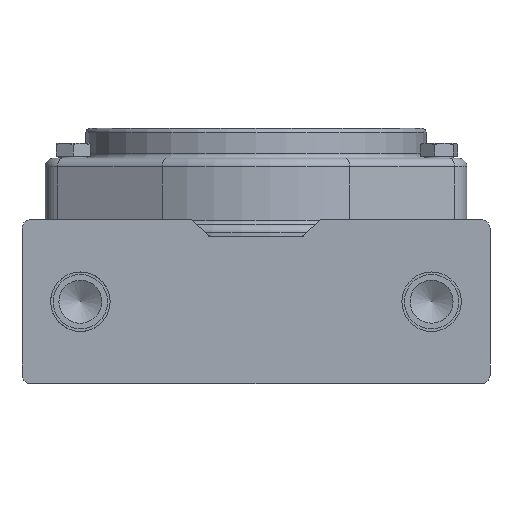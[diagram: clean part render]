
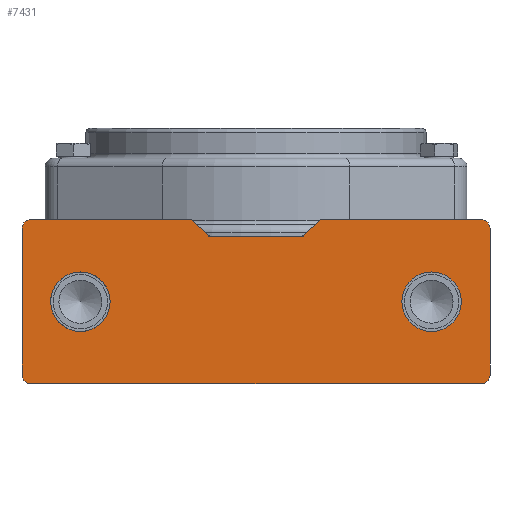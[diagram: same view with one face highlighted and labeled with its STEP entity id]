
A CAD part, front view. The second image highlights one B-rep face of the part: STEP entity #7431.
In plain terms, the highlighted planar face has unit normal (0, -1, 0).
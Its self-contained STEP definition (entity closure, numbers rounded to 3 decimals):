
#848=LINE($,#12948,#1187);
#952=LINE($,#14060,#1291);
#964=LINE($,#14138,#1303);
#966=LINE($,#14144,#1305);
#971=LINE($,#14164,#1310);
#974=LINE($,#14191,#1313);
#976=LINE($,#14197,#1315);
#977=LINE($,#14207,#1316);
#1187=VECTOR($,#9587,106.073);
#1291=VECTOR($,#10305,6.058);
#1303=VECTOR($,#10341,37.873);
#1305=VECTOR($,#10347,21.226);
#1310=VECTOR($,#10366,34.5);
#1313=VECTOR($,#10409,34.5);
#1315=VECTOR($,#10419,6.058);
#1316=VECTOR($,#10436,37.873);
#1477=PLANE($,#8328);
#1672=FACE_BOUND($,#2819,.T.);
#1673=FACE_BOUND($,#2820,.T.);
#1674=FACE_BOUND($,#2821,.T.);
#2819=EDGE_LOOP($,(#6885));
#2820=EDGE_LOOP($,(#6886));
#2821=EDGE_LOOP($,(#6887,#6888,#6889,#6890,#6891,#6892,#6893,#6894,#6895,
#6896,#6897,#6898));
#3272=CIRCLE($,#8293,7.);
#3274=CIRCLE($,#8296,7.);
#3277=CIRCLE($,#8302,2.);
#3285=CIRCLE($,#8316,2.);
#3289=CIRCLE($,#8327,2.);
#3290=CIRCLE($,#8329,2.);
#3731=VERTEX_POINT($,#12944);
#3733=VERTEX_POINT($,#12947);
#3941=VERTEX_POINT($,#14057);
#3942=VERTEX_POINT($,#14059);
#3955=VERTEX_POINT($,#14135);
#3956=VERTEX_POINT($,#14137);
#3958=VERTEX_POINT($,#14143);
#3960=VERTEX_POINT($,#14149);
#3962=VERTEX_POINT($,#14154);
#3964=VERTEX_POINT($,#14158);
#3966=VERTEX_POINT($,#14162);
#3967=VERTEX_POINT($,#14169);
#3969=VERTEX_POINT($,#14188);
#3971=VERTEX_POINT($,#14205);
#4575=EDGE_CURVE($,#3733,#3731,#848,.T.);
#4895=EDGE_CURVE($,#3941,#3942,#952,.T.);
#4915=EDGE_CURVE($,#3955,#3956,#964,.T.);
#4918=EDGE_CURVE($,#3958,#3942,#966,.T.);
#4921=EDGE_CURVE($,#3960,#3960,#3272,.T.);
#4923=EDGE_CURVE($,#3962,#3962,#3274,.T.);
#4927=EDGE_CURVE($,#3964,#3966,#971,.T.);
#4930=EDGE_CURVE($,#3967,#3731,#3277,.T.);
#4939=EDGE_CURVE($,#3733,#3966,#3285,.T.);
#4941=EDGE_CURVE($,#3967,#3969,#974,.T.);
#4945=EDGE_CURVE($,#3958,#3955,#976,.T.);
#4948=EDGE_CURVE($,#3956,#3969,#3289,.T.);
#4949=EDGE_CURVE($,#3964,#3971,#3290,.T.);
#4950=EDGE_CURVE($,#3971,#3941,#977,.T.);
#6885=ORIENTED_EDGE($,*,*,#4923,.T.);
#6886=ORIENTED_EDGE($,*,*,#4921,.T.);
#6887=ORIENTED_EDGE($,*,*,#4949,.F.);
#6888=ORIENTED_EDGE($,*,*,#4927,.T.);
#6889=ORIENTED_EDGE($,*,*,#4939,.F.);
#6890=ORIENTED_EDGE($,*,*,#4575,.T.);
#6891=ORIENTED_EDGE($,*,*,#4930,.F.);
#6892=ORIENTED_EDGE($,*,*,#4941,.T.);
#6893=ORIENTED_EDGE($,*,*,#4948,.F.);
#6894=ORIENTED_EDGE($,*,*,#4915,.F.);
#6895=ORIENTED_EDGE($,*,*,#4945,.F.);
#6896=ORIENTED_EDGE($,*,*,#4918,.T.);
#6897=ORIENTED_EDGE($,*,*,#4895,.F.);
#6898=ORIENTED_EDGE($,*,*,#4950,.F.);
#7431=ADVANCED_FACE($,(#1672,#1673,#1674),#1477,.T.);
#8293=AXIS2_PLACEMENT_3D($,#14150,#10353,#10354);
#8296=AXIS2_PLACEMENT_3D($,#14155,#10359,#10360);
#8302=AXIS2_PLACEMENT_3D($,#14170,#10375,#10376);
#8316=AXIS2_PLACEMENT_3D($,#14186,#10404,#10405);
#8327=AXIS2_PLACEMENT_3D($,#14203,#10430,#10431);
#8328=AXIS2_PLACEMENT_3D($,#14204,#10432,#10433);
#8329=AXIS2_PLACEMENT_3D($,#14206,#10434,#10435);
#9587=DIRECTION($,(1.,0.,0.));
#10305=DIRECTION($,(0.751,0.,-0.66));
#10341=DIRECTION($,(1.,0.,0.));
#10347=DIRECTION($,(-1.,0.,0.));
#10353=DIRECTION('center_axis',(0.,1.,0.));
#10354=DIRECTION('ref_axis',(1.,0.,0.));
#10359=DIRECTION('center_axis',(0.,1.,0.));
#10360=DIRECTION('ref_axis',(1.,0.,0.));
#10366=DIRECTION($,(0.,0.,-1.));
#10375=DIRECTION('center_axis',(0.,1.,0.));
#10376=DIRECTION('ref_axis',(0.707,0.,-0.707));
#10404=DIRECTION('center_axis',(0.,1.,0.));
#10405=DIRECTION('ref_axis',(-0.707,0.,-0.707));
#10409=DIRECTION($,(0.,0.,1.));
#10419=DIRECTION($,(0.751,0.,0.66));
#10430=DIRECTION('center_axis',(0.,1.,0.));
#10431=DIRECTION('ref_axis',(0.707,0.,0.707));
#10432=DIRECTION('center_axis',(0.,-1.,0.));
#10433=DIRECTION('ref_axis',(0.,0.,-1.));
#10434=DIRECTION('center_axis',(0.,1.,0.));
#10435=DIRECTION('ref_axis',(-0.707,0.,0.707));
#10436=DIRECTION($,(1.,0.,0.));
#12944=CARTESIAN_POINT('',(-15.602,-49.324,-82.574));
#12947=CARTESIAN_POINT('',(-121.675,-49.324,-82.574));
#12948=CARTESIAN_POINT($,(-152.139,-49.324,-82.574));
#14057=CARTESIAN_POINT('',(-83.802,-49.324,-44.074));
#14059=CARTESIAN_POINT('',(-79.251,-49.324,-48.074));
#14060=CARTESIAN_POINT($,(-108.217,-49.324,-22.611));
#14135=CARTESIAN_POINT('',(-53.475,-49.324,-44.074));
#14137=CARTESIAN_POINT('',(-15.602,-49.324,-44.074));
#14138=CARTESIAN_POINT($,(-152.139,-49.324,-44.074));
#14143=CARTESIAN_POINT('',(-58.026,-49.324,-48.074));
#14144=CARTESIAN_POINT($,(-110.389,-49.324,-48.074));
#14149=CARTESIAN_POINT('',(-102.939,-49.324,-63.324));
#14150=CARTESIAN_POINT('Origin',(-109.939,-49.324,-63.324));
#14154=CARTESIAN_POINT('',(-20.339,-49.324,-63.324));
#14155=CARTESIAN_POINT('Origin',(-27.339,-49.324,-63.324));
#14158=CARTESIAN_POINT('',(-123.675,-49.324,-46.074));
#14162=CARTESIAN_POINT('',(-123.675,-49.324,-80.574));
#14164=CARTESIAN_POINT($,(-123.675,-49.324,-63.324));
#14169=CARTESIAN_POINT('',(-13.602,-49.324,-80.574));
#14170=CARTESIAN_POINT('Origin',(-15.602,-49.324,-80.574));
#14186=CARTESIAN_POINT('Origin',(-121.675,-49.324,-80.574));
#14188=CARTESIAN_POINT('',(-13.602,-49.324,-46.074));
#14191=CARTESIAN_POINT($,(-13.602,-49.324,-63.324));
#14197=CARTESIAN_POINT($,(-82.16,-49.324,-69.289));
#14203=CARTESIAN_POINT('Origin',(-15.602,-49.324,-46.074));
#14204=CARTESIAN_POINT('Origin',(-152.139,-49.324,-44.074));
#14205=CARTESIAN_POINT('',(-121.675,-49.324,-44.074));
#14206=CARTESIAN_POINT('Origin',(-121.675,-49.324,-46.074));
#14207=CARTESIAN_POINT($,(-152.139,-49.324,-44.074));
